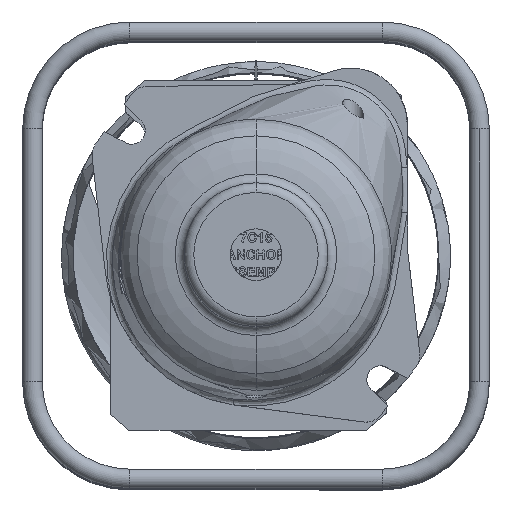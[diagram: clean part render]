
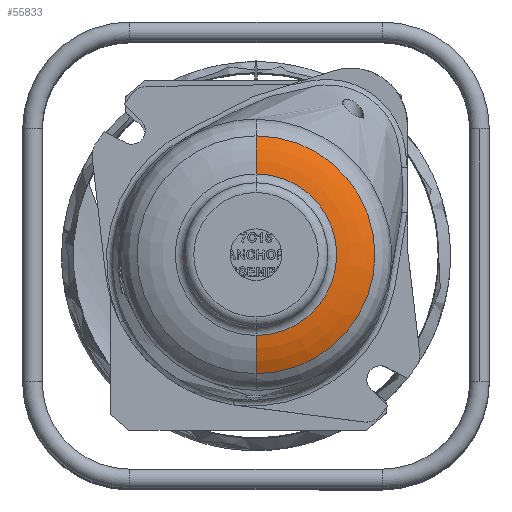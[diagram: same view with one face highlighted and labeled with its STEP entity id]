
A CAD part, top view. The second image highlights one B-rep face of the part: STEP entity #55833.
In plain terms, the highlighted toroidal (fillet/blend) face has major radius 36.881 mm and minor radius 49.475 mm.
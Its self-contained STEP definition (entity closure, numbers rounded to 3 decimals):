
#1474 = DIRECTION ( 'NONE',  ( 0., 0., -1. ) ) ;
#1922 = AXIS2_PLACEMENT_3D ( 'NONE', #4732, #52058, #12266 ) ;
#2477 = VERTEX_POINT ( 'NONE', #38245 ) ;
#2495 = DIRECTION ( 'NONE',  ( 0., 1., 0. ) ) ;
#4732 = CARTESIAN_POINT ( 'NONE',  ( 0., 0., 27.936 ) ) ;
#7676 = CIRCLE ( 'NONE', #12471, 49.475 ) ;
#8719 = FACE_OUTER_BOUND ( 'NONE', #66219, .T. ) ;
#12266 = DIRECTION ( 'NONE',  ( 0., 1., 0. ) ) ;
#12471 = AXIS2_PLACEMENT_3D ( 'NONE', #82067, #42327, #2495 ) ;
#13735 = AXIS2_PLACEMENT_3D ( 'NONE', #64128, #24355, #70810 ) ;
#18835 = CARTESIAN_POINT ( 'NONE',  ( 0., -41.53, 77.192 ) ) ;
#22989 = AXIS2_PLACEMENT_3D ( 'NONE', #64912, #25143, #71612 ) ;
#24355 = DIRECTION ( 'NONE',  ( 0., 0., -1. ) ) ;
#25143 = DIRECTION ( 'NONE',  ( -1., 0., 0. ) ) ;
#25953 = CIRCLE ( 'NONE', #13735, 41.53 ) ;
#29422 = ORIENTED_EDGE ( 'NONE', *, *, #55038, .T. ) ;
#30989 = EDGE_CURVE ( 'NONE', #82306, #2477, #48503, .T. ) ;
#31716 = EDGE_CURVE ( 'NONE', #2477, #63171, #42270, .T. ) ;
#38245 = CARTESIAN_POINT ( 'NONE',  ( 0., 61.164, 71.042 ) ) ;
#41312 = CARTESIAN_POINT ( 'NONE',  ( 0., 0., 71.042 ) ) ;
#42270 = CIRCLE ( 'NONE', #63047, 61.164 ) ;
#42327 = DIRECTION ( 'NONE',  ( 1., 0., 0. ) ) ;
#47982 = DIRECTION ( 'NONE',  ( 0., 1., 0. ) ) ;
#48503 = CIRCLE ( 'NONE', #22989, 49.475 ) ;
#49427 = CARTESIAN_POINT ( 'NONE',  ( 0., 41.53, 77.192 ) ) ;
#52058 = DIRECTION ( 'NONE',  ( 0., 0., -1. ) ) ;
#55038 = EDGE_CURVE ( 'NONE', #69163, #63171, #7676, .T. ) ;
#55833 = ADVANCED_FACE ( 'NONE', ( #8719 ), #59610, .T. ) ;
#59610 = TOROIDAL_SURFACE ( 'NONE', #1922, 36.881, 49.475 ) ;
#63047 = AXIS2_PLACEMENT_3D ( 'NONE', #41312, #1474, #47982 ) ;
#63171 = VERTEX_POINT ( 'NONE', #73894 ) ;
#64128 = CARTESIAN_POINT ( 'NONE',  ( 0., 0., 77.192 ) ) ;
#64912 = CARTESIAN_POINT ( 'NONE',  ( 0., 36.881, 27.936 ) ) ;
#65683 = EDGE_CURVE ( 'NONE', #82306, #69163, #25953, .T. ) ;
#66219 = EDGE_LOOP ( 'NONE', ( #74708, #29422, #75235, #73700 ) ) ;
#69163 = VERTEX_POINT ( 'NONE', #18835 ) ;
#70810 = DIRECTION ( 'NONE',  ( 0., 1., 0. ) ) ;
#71612 = DIRECTION ( 'NONE',  ( 0., 0., 1. ) ) ;
#73700 = ORIENTED_EDGE ( 'NONE', *, *, #30989, .F. ) ;
#73894 = CARTESIAN_POINT ( 'NONE',  ( 0., -61.164, 71.042 ) ) ;
#74708 = ORIENTED_EDGE ( 'NONE', *, *, #65683, .T. ) ;
#75235 = ORIENTED_EDGE ( 'NONE', *, *, #31716, .F. ) ;
#82067 = CARTESIAN_POINT ( 'NONE',  ( 0., -36.881, 27.936 ) ) ;
#82306 = VERTEX_POINT ( 'NONE', #49427 ) ;
